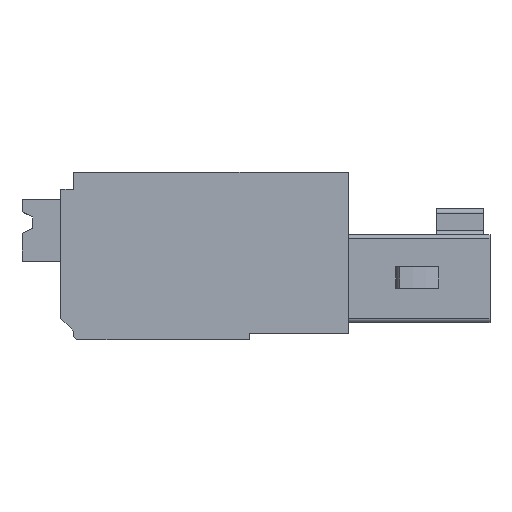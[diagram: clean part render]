
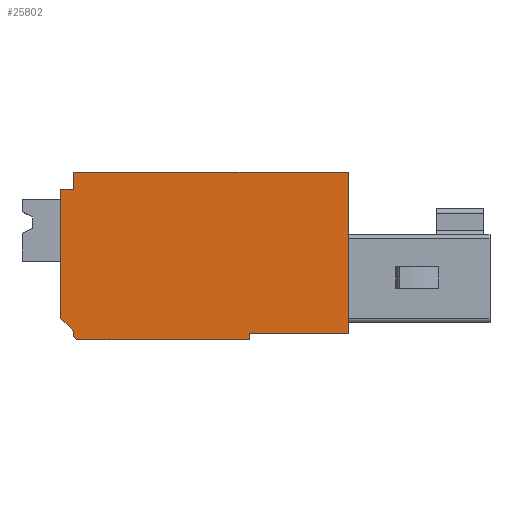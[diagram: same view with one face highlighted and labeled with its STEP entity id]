
A CAD part, left-side view. The second image highlights one B-rep face of the part: STEP entity #25802.
In plain terms, the highlighted planar face has unit normal (-1, 0, 0).
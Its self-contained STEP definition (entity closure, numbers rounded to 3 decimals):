
#306 = LINE ( 'NONE', #21723, #10898 ) ;
#917 = VECTOR ( 'NONE', #2665, 1000. ) ;
#1598 = LINE ( 'NONE', #28297, #29081 ) ;
#1713 = ORIENTED_EDGE ( 'NONE', *, *, #20076, .T. ) ;
#1991 = PLANE ( 'NONE',  #22467 ) ;
#2159 = CARTESIAN_POINT ( 'NONE',  ( 0., 6.6, 0.3 ) ) ;
#2300 = VERTEX_POINT ( 'NONE', #26791 ) ;
#2665 = DIRECTION ( 'NONE',  ( 0., 0., 1. ) ) ;
#2916 = DIRECTION ( 'NONE',  ( -1., 0., 0. ) ) ;
#3615 = LINE ( 'NONE', #3984, #17134 ) ;
#3955 = LINE ( 'NONE', #18247, #4863 ) ;
#3984 = CARTESIAN_POINT ( 'NONE',  ( 0., 11.2, 0. ) ) ;
#4124 = VERTEX_POINT ( 'NONE', #6511 ) ;
#4248 = EDGE_CURVE ( 'NONE', #20511, #12412, #15665, .T. ) ;
#4493 = CARTESIAN_POINT ( 'NONE',  ( 0., 19.4, 0.4 ) ) ;
#4863 = VECTOR ( 'NONE', #20261, 1000. ) ;
#5842 = CARTESIAN_POINT ( 'NONE',  ( 0., 20., 0. ) ) ;
#6511 = CARTESIAN_POINT ( 'NONE',  ( 0., 6.6, 7.8 ) ) ;
#7060 = DIRECTION ( 'NONE',  ( 0., 0., -1. ) ) ;
#7509 = EDGE_CURVE ( 'NONE', #29353, #32484, #3615, .T. ) ;
#7599 = CARTESIAN_POINT ( 'NONE',  ( 0., 20., 1. ) ) ;
#8515 = ORIENTED_EDGE ( 'NONE', *, *, #33319, .T. ) ;
#9052 = LINE ( 'NONE', #25279, #25789 ) ;
#10386 = CARTESIAN_POINT ( 'NONE',  ( 0., 19.15, 0. ) ) ;
#10898 = VECTOR ( 'NONE', #19076, 1000. ) ;
#11578 = ORIENTED_EDGE ( 'NONE', *, *, #22600, .T. ) ;
#11972 = VECTOR ( 'NONE', #27674, 1000. ) ;
#12412 = VERTEX_POINT ( 'NONE', #15885 ) ;
#12601 = CARTESIAN_POINT ( 'NONE',  ( 0., 11.2, 0.3 ) ) ;
#12608 = CIRCLE ( 'NONE', #20490, 0.25 ) ;
#12718 = DIRECTION ( 'NONE',  ( 0., 0., -1. ) ) ;
#12817 = CARTESIAN_POINT ( 'NONE',  ( 0., 11.2, 0. ) ) ;
#13387 = VERTEX_POINT ( 'NONE', #13571 ) ;
#13531 = ORIENTED_EDGE ( 'NONE', *, *, #31159, .T. ) ;
#13566 = EDGE_CURVE ( 'NONE', #2300, #4124, #306, .T. ) ;
#13571 = CARTESIAN_POINT ( 'NONE',  ( 0., 6.6, 0.3 ) ) ;
#13851 = VECTOR ( 'NONE', #12718, 1000. ) ;
#13958 = DIRECTION ( 'NONE',  ( 0., -1., 0. ) ) ;
#14568 = CARTESIAN_POINT ( 'NONE',  ( 0., 19.4, 0.4 ) ) ;
#14854 = ORIENTED_EDGE ( 'NONE', *, *, #30036, .F. ) ;
#15665 = LINE ( 'NONE', #26412, #21730 ) ;
#15885 = CARTESIAN_POINT ( 'NONE',  ( 0., 20., 7. ) ) ;
#15994 = LINE ( 'NONE', #2159, #917 ) ;
#17134 = VECTOR ( 'NONE', #25580, 1000. ) ;
#18089 = ORIENTED_EDGE ( 'NONE', *, *, #30373, .T. ) ;
#18247 = CARTESIAN_POINT ( 'NONE',  ( 0., 20., 7.8 ) ) ;
#18332 = VERTEX_POINT ( 'NONE', #14568 ) ;
#18832 = ORIENTED_EDGE ( 'NONE', *, *, #25746, .T. ) ;
#19076 = DIRECTION ( 'NONE',  ( 0., -1., 0. ) ) ;
#19985 = EDGE_CURVE ( 'NONE', #24636, #29353, #32867, .T. ) ;
#20076 = EDGE_CURVE ( 'NONE', #33279, #24636, #12608, .T. ) ;
#20261 = DIRECTION ( 'NONE',  ( 0., 0., 1. ) ) ;
#20490 = AXIS2_PLACEMENT_3D ( 'NONE', #29433, #2916, #26668 ) ;
#20511 = VERTEX_POINT ( 'NONE', #25226 ) ;
#21723 = CARTESIAN_POINT ( 'NONE',  ( 0., 20., 7.8 ) ) ;
#21730 = VECTOR ( 'NONE', #23244, 1000. ) ;
#21913 = DIRECTION ( 'NONE',  ( 0., 0., -1. ) ) ;
#22233 = EDGE_LOOP ( 'NONE', ( #11578, #23204, #8515, #27628, #14854, #13531, #18089, #1713, #25714, #22515, #18832 ) ) ;
#22467 = AXIS2_PLACEMENT_3D ( 'NONE', #23290, #25566, #7060 ) ;
#22515 = ORIENTED_EDGE ( 'NONE', *, *, #7509, .T. ) ;
#22600 = EDGE_CURVE ( 'NONE', #13387, #4124, #15994, .T. ) ;
#23204 = ORIENTED_EDGE ( 'NONE', *, *, #13566, .F. ) ;
#23244 = DIRECTION ( 'NONE',  ( 0., 1., 0. ) ) ;
#23290 = CARTESIAN_POINT ( 'NONE',  ( 0., 20., 7.8 ) ) ;
#24636 = VERTEX_POINT ( 'NONE', #10386 ) ;
#25226 = CARTESIAN_POINT ( 'NONE',  ( 0., 19.4, 7. ) ) ;
#25279 = CARTESIAN_POINT ( 'NONE',  ( 0., 19.4, 7.8 ) ) ;
#25566 = DIRECTION ( 'NONE',  ( 1., 0., 0. ) ) ;
#25580 = DIRECTION ( 'NONE',  ( 0., 0., 1. ) ) ;
#25714 = ORIENTED_EDGE ( 'NONE', *, *, #19985, .T. ) ;
#25746 = EDGE_CURVE ( 'NONE', #32484, #13387, #32717, .T. ) ;
#25789 = VECTOR ( 'NONE', #21913, 1000. ) ;
#25802 = ADVANCED_FACE ( 'NONE', ( #28711 ), #1991, .F. ) ;
#26412 = CARTESIAN_POINT ( 'NONE',  ( 0., 19.4, 7. ) ) ;
#26668 = DIRECTION ( 'NONE',  ( 0., 0., 1. ) ) ;
#26791 = CARTESIAN_POINT ( 'NONE',  ( 0., 19.4, 7.8 ) ) ;
#27628 = ORIENTED_EDGE ( 'NONE', *, *, #4248, .T. ) ;
#27674 = DIRECTION ( 'NONE',  ( 0., -1., 0. ) ) ;
#28142 = DIRECTION ( 'NONE',  ( 0., -0.707, -0.707 ) ) ;
#28297 = CARTESIAN_POINT ( 'NONE',  ( 0., 20., 1. ) ) ;
#28711 = FACE_OUTER_BOUND ( 'NONE', #22233, .T. ) ;
#29081 = VECTOR ( 'NONE', #28142, 1000. ) ;
#29353 = VERTEX_POINT ( 'NONE', #12817 ) ;
#29433 = CARTESIAN_POINT ( 'NONE',  ( 0., 19.15, 0.25 ) ) ;
#29731 = VECTOR ( 'NONE', #13958, 1000. ) ;
#30036 = EDGE_CURVE ( 'NONE', #30434, #12412, #3955, .T. ) ;
#30373 = EDGE_CURVE ( 'NONE', #18332, #33279, #34312, .T. ) ;
#30434 = VERTEX_POINT ( 'NONE', #7599 ) ;
#31159 = EDGE_CURVE ( 'NONE', #30434, #18332, #1598, .T. ) ;
#32484 = VERTEX_POINT ( 'NONE', #12601 ) ;
#32717 = LINE ( 'NONE', #33408, #29731 ) ;
#32867 = LINE ( 'NONE', #5842, #11972 ) ;
#33279 = VERTEX_POINT ( 'NONE', #34529 ) ;
#33319 = EDGE_CURVE ( 'NONE', #2300, #20511, #9052, .T. ) ;
#33408 = CARTESIAN_POINT ( 'NONE',  ( 0., 11.2, 0.3 ) ) ;
#34312 = LINE ( 'NONE', #4493, #13851 ) ;
#34529 = CARTESIAN_POINT ( 'NONE',  ( 0., 19.4, 0.25 ) ) ;
